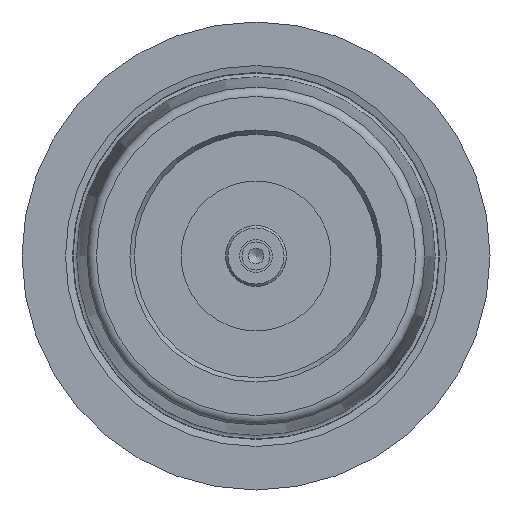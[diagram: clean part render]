
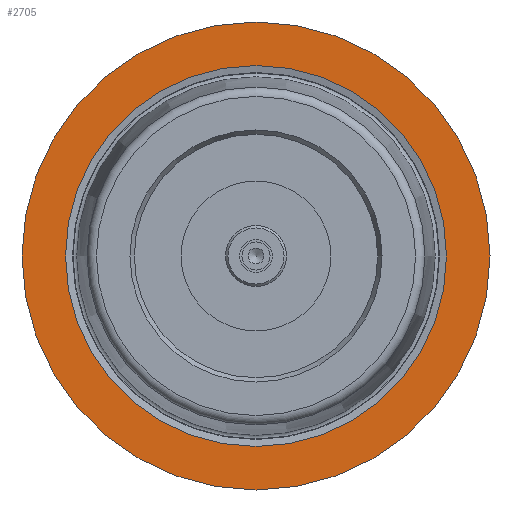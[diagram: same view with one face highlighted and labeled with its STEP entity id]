
A CAD part, left-side view. The second image highlights one B-rep face of the part: STEP entity #2705.
In plain terms, the highlighted planar face has unit normal (-1, 0, 0).
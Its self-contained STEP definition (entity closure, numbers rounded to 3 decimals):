
#2671=CARTESIAN_POINT('',(0.,20.35,0.0));
#2672=VERTEX_POINT('',#2671);
#2673=CARTESIAN_POINT('',(0.,0.0,0.0));
#2674=DIRECTION('',(1.0,0.0,0.0));
#2675=DIRECTION('',(0.0,1.0,0.0));
#2676=AXIS2_PLACEMENT_3D('',#2673,#2674,#2675);
#2677=CIRCLE('',#2676,20.35);
#2678=EDGE_CURVE('',#2672,#2672,#2677,.T.);
#2686=CARTESIAN_POINT('',(0.,22.675,0.0));
#2687=DIRECTION('',(-1.0,0.0,0.0));
#2688=DIRECTION('',(0.0,0.0,1.0));
#2689=AXIS2_PLACEMENT_3D('',#2686,#2687,#2688);
#2690=PLANE('',#2689);
#2691=CARTESIAN_POINT('',(0.,25.,0.0));
#2692=VERTEX_POINT('',#2691);
#2693=CARTESIAN_POINT('',(0.,0.0,0.0));
#2694=DIRECTION('',(1.0,0.0,0.0));
#2695=DIRECTION('',(0.0,1.0,0.0));
#2696=AXIS2_PLACEMENT_3D('',#2693,#2694,#2695);
#2697=CIRCLE('',#2696,25.);
#2698=EDGE_CURVE('',#2692,#2692,#2697,.T.);
#2699=ORIENTED_EDGE('',*,*,#2698,.F.);
#2700=EDGE_LOOP('',(#2699));
#2701=FACE_OUTER_BOUND('',#2700,.T.);
#2702=ORIENTED_EDGE('',*,*,#2678,.T.);
#2703=EDGE_LOOP('',(#2702));
#2704=FACE_BOUND('',#2703,.T.);
#2705=ADVANCED_FACE('',(#2701,#2704),#2690,.T.);
